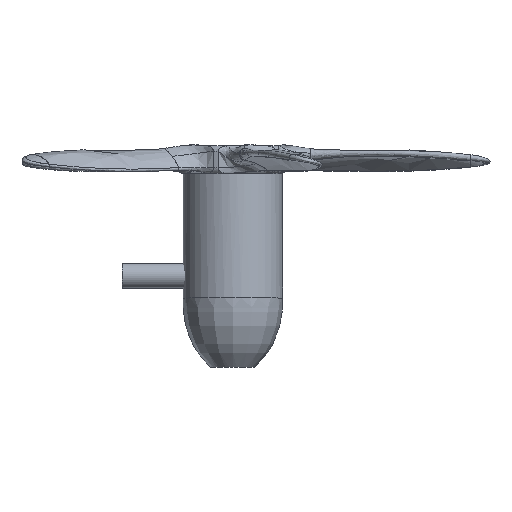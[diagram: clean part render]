
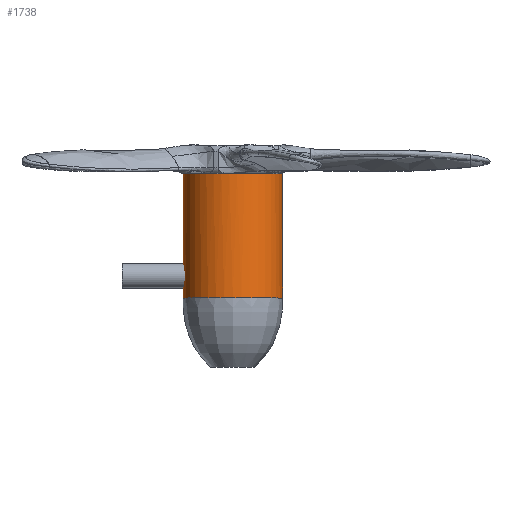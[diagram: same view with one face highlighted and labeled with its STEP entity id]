
A CAD part, top view. The second image highlights one B-rep face of the part: STEP entity #1738.
In plain terms, the highlighted cylindrical face has radius 180 mm (diameter 360 mm), a full revolution.
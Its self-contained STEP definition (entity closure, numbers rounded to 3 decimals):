
#152=CIRCLE('',#2031,180.);
#153=CIRCLE('',#2033,180.);
#154=CIRCLE('',#2035,180.);
#155=CIRCLE('',#2037,180.);
#156=CIRCLE('',#2039,180.);
#157=CIRCLE('',#2041,180.);
#158=CIRCLE('',#2043,180.);
#159=CIRCLE('',#2045,180.);
#160=CIRCLE('',#2047,180.);
#161=CIRCLE('',#2049,180.);
#163=CIRCLE('',#2052,180.);
#170=CYLINDRICAL_SURFACE('',#2053,180.);
#799=ORIENTED_EDGE('',*,*,#1103,.F.);
#800=ORIENTED_EDGE('',*,*,#1098,.T.);
#801=ORIENTED_EDGE('',*,*,#1104,.F.);
#802=ORIENTED_EDGE('',*,*,#1099,.T.);
#803=ORIENTED_EDGE('',*,*,#1105,.F.);
#804=ORIENTED_EDGE('',*,*,#1100,.T.);
#805=ORIENTED_EDGE('',*,*,#1101,.F.);
#806=ORIENTED_EDGE('',*,*,#1096,.T.);
#807=ORIENTED_EDGE('',*,*,#1102,.F.);
#808=ORIENTED_EDGE('',*,*,#1097,.T.);
#809=ORIENTED_EDGE('',*,*,#1107,.T.);
#1096=EDGE_CURVE('',#1293,#1284,#152,.T.);
#1097=EDGE_CURVE('',#1283,#1308,#153,.T.);
#1098=EDGE_CURVE('',#1307,#1316,#154,.T.);
#1099=EDGE_CURVE('',#1315,#1302,#155,.T.);
#1100=EDGE_CURVE('',#1301,#1294,#156,.T.);
#1101=EDGE_CURVE('',#1293,#1294,#157,.T.);
#1102=EDGE_CURVE('',#1283,#1284,#158,.T.);
#1103=EDGE_CURVE('',#1307,#1308,#159,.T.);
#1104=EDGE_CURVE('',#1315,#1316,#160,.T.);
#1105=EDGE_CURVE('',#1301,#1302,#161,.T.);
#1107=EDGE_CURVE('',#1318,#1318,#163,.T.);
#1283=VERTEX_POINT('',#9053);
#1284=VERTEX_POINT('',#9055);
#1293=VERTEX_POINT('',#9117);
#1294=VERTEX_POINT('',#9119);
#1301=VERTEX_POINT('',#9169);
#1302=VERTEX_POINT('',#9171);
#1307=VERTEX_POINT('',#9215);
#1308=VERTEX_POINT('',#9217);
#1315=VERTEX_POINT('',#9276);
#1316=VERTEX_POINT('',#9278);
#1318=VERTEX_POINT('',#9526);
#1504=EDGE_LOOP('',(#799,#800,#801,#802,#803,#804,#805,#806,#807,#808));
#1505=EDGE_LOOP('',(#809));
#1614=FACE_BOUND('',#1504,.T.);
#1615=FACE_BOUND('',#1505,.T.);
#1738=ADVANCED_FACE('',(#1614,#1615),#170,.T.);
#2031=AXIS2_PLACEMENT_3D('',#9294,#2166,#2167);
#2033=AXIS2_PLACEMENT_3D('',#9296,#2170,#2171);
#2035=AXIS2_PLACEMENT_3D('',#9298,#2174,#2175);
#2037=AXIS2_PLACEMENT_3D('',#9300,#2178,#2179);
#2039=AXIS2_PLACEMENT_3D('',#9302,#2182,#2183);
#2041=AXIS2_PLACEMENT_3D('',#9304,#2186,#2187);
#2043=AXIS2_PLACEMENT_3D('',#9306,#2190,#2191);
#2045=AXIS2_PLACEMENT_3D('',#9308,#2194,#2195);
#2047=AXIS2_PLACEMENT_3D('',#9310,#2198,#2199);
#2049=AXIS2_PLACEMENT_3D('',#9312,#2202,#2203);
#2052=AXIS2_PLACEMENT_3D('',#9525,#2208,#2209);
#2053=AXIS2_PLACEMENT_3D('',#9527,#2210,#2211);
#2166=DIRECTION('',(0.,-1.,0.));
#2167=DIRECTION('',(0.,0.,-1.));
#2170=DIRECTION('',(0.,-1.,0.));
#2171=DIRECTION('',(0.,0.,-1.));
#2174=DIRECTION('',(0.,-1.,0.));
#2175=DIRECTION('',(0.,0.,-1.));
#2178=DIRECTION('',(0.,-1.,0.));
#2179=DIRECTION('',(0.,0.,-1.));
#2182=DIRECTION('',(0.,-1.,0.));
#2183=DIRECTION('',(0.,0.,-1.));
#2186=DIRECTION('',(0.,1.,0.));
#2187=DIRECTION('',(-1.,0.,0.));
#2190=DIRECTION('',(0.,1.,0.));
#2191=DIRECTION('',(-1.,0.,0.));
#2194=DIRECTION('',(0.,1.,0.));
#2195=DIRECTION('',(-1.,0.,0.));
#2198=DIRECTION('',(0.,1.,0.));
#2199=DIRECTION('',(-1.,0.,0.));
#2202=DIRECTION('',(0.,1.,0.));
#2203=DIRECTION('',(-1.,0.,0.));
#2208=DIRECTION('',(0.,1.,0.));
#2209=DIRECTION('',(-1.,0.,0.));
#2210=DIRECTION('',(0.,1.,0.));
#2211=DIRECTION('',(-1.,0.,0.));
#9053=CARTESIAN_POINT('',(-12.183,-43.219,179.587));
#9055=CARTESIAN_POINT('',(115.415,-43.219,138.128));
#9117=CARTESIAN_POINT('',(167.033,-43.219,67.082));
#9119=CARTESIAN_POINT('',(167.033,-43.219,-67.082));
#9169=CARTESIAN_POINT('',(115.415,-43.219,-138.128));
#9171=CARTESIAN_POINT('',(-12.183,-43.219,-179.587));
#9215=CARTESIAN_POINT('',(-174.562,-43.219,43.909));
#9217=CARTESIAN_POINT('',(-95.703,-43.219,152.45));
#9276=CARTESIAN_POINT('',(-95.703,-43.219,-152.45));
#9278=CARTESIAN_POINT('',(-174.562,-43.219,-43.909));
#9294=CARTESIAN_POINT('',(0.,-43.219,0.));
#9296=CARTESIAN_POINT('',(0.,-43.219,0.));
#9298=CARTESIAN_POINT('',(0.,-43.219,0.));
#9300=CARTESIAN_POINT('',(0.,-43.219,0.));
#9302=CARTESIAN_POINT('',(0.,-43.219,0.));
#9304=CARTESIAN_POINT('',(0.,-43.219,0.));
#9306=CARTESIAN_POINT('',(0.,-43.219,0.));
#9308=CARTESIAN_POINT('',(0.,-43.219,0.));
#9310=CARTESIAN_POINT('',(0.,-43.219,0.));
#9312=CARTESIAN_POINT('',(0.,-43.219,0.));
#9525=CARTESIAN_POINT('',(0.,-493.219,0.));
#9526=CARTESIAN_POINT('',(-180.,-493.219,0.));
#9527=CARTESIAN_POINT('',(0.,0.,0.));
